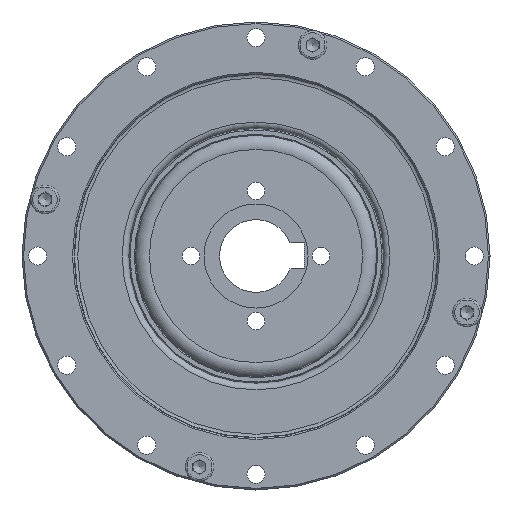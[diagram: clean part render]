
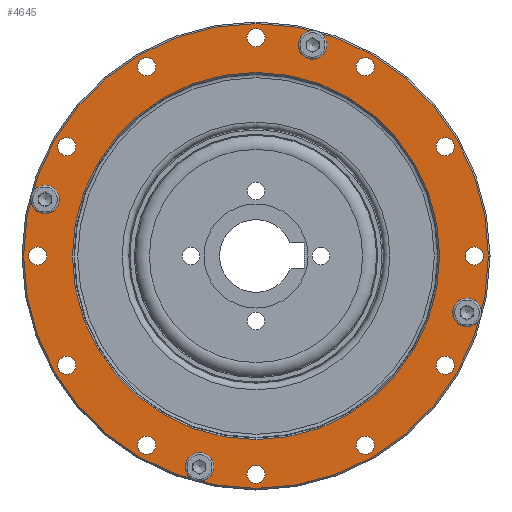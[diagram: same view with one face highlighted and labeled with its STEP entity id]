
A CAD part, left-side view. The second image highlights one B-rep face of the part: STEP entity #4645.
In plain terms, the highlighted planar face has unit normal (-1, 0, 0).
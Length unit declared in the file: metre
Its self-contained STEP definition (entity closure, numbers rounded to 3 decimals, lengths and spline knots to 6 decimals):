
#738=CIRCLE('',#5248,0.0447);
#739=CIRCLE('',#5249,0.0353);
#740=CIRCLE('',#5250,0.00175);
#741=CIRCLE('',#5251,0.00175);
#742=CIRCLE('',#5252,0.00175);
#743=CIRCLE('',#5253,0.00175);
#744=CIRCLE('',#5254,0.00175);
#745=CIRCLE('',#5255,0.00175);
#746=CIRCLE('',#5256,0.00175);
#747=CIRCLE('',#5257,0.00175);
#748=CIRCLE('',#5258,0.00175);
#749=CIRCLE('',#5259,0.00175);
#750=CIRCLE('',#5260,0.00175);
#751=CIRCLE('',#5261,0.00175);
#752=CIRCLE('',#5262,0.00175);
#753=CIRCLE('',#5263,0.00175);
#754=CIRCLE('',#5264,0.00175);
#755=CIRCLE('',#5265,0.00175);
#1128=ORIENTED_EDGE('',*,*,#2054,.T.);
#1129=ORIENTED_EDGE('',*,*,#2055,.F.);
#1130=ORIENTED_EDGE('',*,*,#2056,.T.);
#1131=ORIENTED_EDGE('',*,*,#2057,.T.);
#1132=ORIENTED_EDGE('',*,*,#2058,.T.);
#1133=ORIENTED_EDGE('',*,*,#2059,.T.);
#1134=ORIENTED_EDGE('',*,*,#2060,.T.);
#1135=ORIENTED_EDGE('',*,*,#2061,.T.);
#1136=ORIENTED_EDGE('',*,*,#2062,.T.);
#1137=ORIENTED_EDGE('',*,*,#2063,.T.);
#1138=ORIENTED_EDGE('',*,*,#2064,.T.);
#1139=ORIENTED_EDGE('',*,*,#2065,.T.);
#1140=ORIENTED_EDGE('',*,*,#2066,.T.);
#1141=ORIENTED_EDGE('',*,*,#2067,.T.);
#1142=ORIENTED_EDGE('',*,*,#2068,.T.);
#1143=ORIENTED_EDGE('',*,*,#2069,.T.);
#1144=ORIENTED_EDGE('',*,*,#2070,.T.);
#1145=ORIENTED_EDGE('',*,*,#2071,.T.);
#2054=EDGE_CURVE('',#2524,#2524,#738,.T.);
#2055=EDGE_CURVE('',#2525,#2525,#739,.T.);
#2056=EDGE_CURVE('',#2526,#2526,#740,.T.);
#2057=EDGE_CURVE('',#2527,#2527,#741,.T.);
#2058=EDGE_CURVE('',#2528,#2528,#742,.T.);
#2059=EDGE_CURVE('',#2529,#2529,#743,.T.);
#2060=EDGE_CURVE('',#2530,#2530,#744,.T.);
#2061=EDGE_CURVE('',#2531,#2531,#745,.T.);
#2062=EDGE_CURVE('',#2532,#2532,#746,.T.);
#2063=EDGE_CURVE('',#2533,#2533,#747,.T.);
#2064=EDGE_CURVE('',#2534,#2534,#748,.T.);
#2065=EDGE_CURVE('',#2535,#2535,#749,.T.);
#2066=EDGE_CURVE('',#2536,#2536,#750,.T.);
#2067=EDGE_CURVE('',#2537,#2537,#751,.T.);
#2068=EDGE_CURVE('',#2538,#2538,#752,.T.);
#2069=EDGE_CURVE('',#2539,#2539,#753,.T.);
#2070=EDGE_CURVE('',#2540,#2540,#754,.T.);
#2071=EDGE_CURVE('',#2541,#2541,#755,.T.);
#2524=VERTEX_POINT('',#7723);
#2525=VERTEX_POINT('',#7725);
#2526=VERTEX_POINT('',#7727);
#2527=VERTEX_POINT('',#7729);
#2528=VERTEX_POINT('',#7731);
#2529=VERTEX_POINT('',#7733);
#2530=VERTEX_POINT('',#7735);
#2531=VERTEX_POINT('',#7737);
#2532=VERTEX_POINT('',#7739);
#2533=VERTEX_POINT('',#7741);
#2534=VERTEX_POINT('',#7743);
#2535=VERTEX_POINT('',#7745);
#2536=VERTEX_POINT('',#7747);
#2537=VERTEX_POINT('',#7749);
#2538=VERTEX_POINT('',#7751);
#2539=VERTEX_POINT('',#7753);
#2540=VERTEX_POINT('',#7755);
#2541=VERTEX_POINT('',#7757);
#3212=EDGE_LOOP('',(#1128));
#3213=EDGE_LOOP('',(#1129));
#3214=EDGE_LOOP('',(#1130));
#3215=EDGE_LOOP('',(#1131));
#3216=EDGE_LOOP('',(#1132));
#3217=EDGE_LOOP('',(#1133));
#3218=EDGE_LOOP('',(#1134));
#3219=EDGE_LOOP('',(#1135));
#3220=EDGE_LOOP('',(#1136));
#3221=EDGE_LOOP('',(#1137));
#3222=EDGE_LOOP('',(#1138));
#3223=EDGE_LOOP('',(#1139));
#3224=EDGE_LOOP('',(#1140));
#3225=EDGE_LOOP('',(#1141));
#3226=EDGE_LOOP('',(#1142));
#3227=EDGE_LOOP('',(#1143));
#3228=EDGE_LOOP('',(#1144));
#3229=EDGE_LOOP('',(#1145));
#3878=FACE_BOUND('',#3212,.T.);
#3879=FACE_BOUND('',#3213,.T.);
#3880=FACE_BOUND('',#3214,.T.);
#3881=FACE_BOUND('',#3215,.T.);
#3882=FACE_BOUND('',#3216,.T.);
#3883=FACE_BOUND('',#3217,.T.);
#3884=FACE_BOUND('',#3218,.T.);
#3885=FACE_BOUND('',#3219,.T.);
#3886=FACE_BOUND('',#3220,.T.);
#3887=FACE_BOUND('',#3221,.T.);
#3888=FACE_BOUND('',#3222,.T.);
#3889=FACE_BOUND('',#3223,.T.);
#3890=FACE_BOUND('',#3224,.T.);
#3891=FACE_BOUND('',#3225,.T.);
#3892=FACE_BOUND('',#3226,.T.);
#3893=FACE_BOUND('',#3227,.T.);
#3894=FACE_BOUND('',#3228,.T.);
#3895=FACE_BOUND('',#3229,.T.);
#4542=PLANE('',#5247);
#4645=ADVANCED_FACE('',(#3878,#3879,#3880,#3881,#3882,#3883,#3884,#3885,
#3886,#3887,#3888,#3889,#3890,#3891,#3892,#3893,#3894,#3895),#4542,.F.);
#5247=AXIS2_PLACEMENT_3D('',#7721,#6088,#6089);
#5248=AXIS2_PLACEMENT_3D('',#7722,#6090,#6091);
#5249=AXIS2_PLACEMENT_3D('',#7724,#6092,#6093);
#5250=AXIS2_PLACEMENT_3D('',#7726,#6094,#6095);
#5251=AXIS2_PLACEMENT_3D('',#7728,#6096,#6097);
#5252=AXIS2_PLACEMENT_3D('',#7730,#6098,#6099);
#5253=AXIS2_PLACEMENT_3D('',#7732,#6100,#6101);
#5254=AXIS2_PLACEMENT_3D('',#7734,#6102,#6103);
#5255=AXIS2_PLACEMENT_3D('',#7736,#6104,#6105);
#5256=AXIS2_PLACEMENT_3D('',#7738,#6106,#6107);
#5257=AXIS2_PLACEMENT_3D('',#7740,#6108,#6109);
#5258=AXIS2_PLACEMENT_3D('',#7742,#6110,#6111);
#5259=AXIS2_PLACEMENT_3D('',#7744,#6112,#6113);
#5260=AXIS2_PLACEMENT_3D('',#7746,#6114,#6115);
#5261=AXIS2_PLACEMENT_3D('',#7748,#6116,#6117);
#5262=AXIS2_PLACEMENT_3D('',#7750,#6118,#6119);
#5263=AXIS2_PLACEMENT_3D('',#7752,#6120,#6121);
#5264=AXIS2_PLACEMENT_3D('',#7754,#6122,#6123);
#5265=AXIS2_PLACEMENT_3D('',#7756,#6124,#6125);
#6088=DIRECTION('',(1.,0.,0.));
#6089=DIRECTION('',(0.,0.,-1.));
#6090=DIRECTION('',(-1.,0.,0.));
#6091=DIRECTION('',(0.,0.,1.));
#6092=DIRECTION('',(-1.,0.,0.));
#6093=DIRECTION('',(0.,0.,1.));
#6094=DIRECTION('',(1.,0.,0.));
#6095=DIRECTION('',(0.,0.,-1.));
#6096=DIRECTION('',(1.,0.,0.));
#6097=DIRECTION('',(0.,0.,-1.));
#6098=DIRECTION('',(1.,0.,0.));
#6099=DIRECTION('',(0.,0.,-1.));
#6100=DIRECTION('',(1.,0.,0.));
#6101=DIRECTION('',(0.,0.,-1.));
#6102=DIRECTION('',(1.,0.,0.));
#6103=DIRECTION('',(0.,0.,-1.));
#6104=DIRECTION('',(1.,0.,0.));
#6105=DIRECTION('',(0.,0.,-1.));
#6106=DIRECTION('',(1.,0.,0.));
#6107=DIRECTION('',(0.,0.,-1.));
#6108=DIRECTION('',(1.,0.,0.));
#6109=DIRECTION('',(0.,0.,-1.));
#6110=DIRECTION('',(1.,0.,0.));
#6111=DIRECTION('',(0.,0.,-1.));
#6112=DIRECTION('',(1.,0.,0.));
#6113=DIRECTION('',(0.,0.,-1.));
#6114=DIRECTION('',(1.,0.,0.));
#6115=DIRECTION('',(0.,0.,-1.));
#6116=DIRECTION('',(1.,0.,0.));
#6117=DIRECTION('',(0.,0.,-1.));
#6118=DIRECTION('',(1.,0.,0.));
#6119=DIRECTION('',(0.,0.,-1.));
#6120=DIRECTION('',(1.,0.,0.));
#6121=DIRECTION('',(0.,0.,-1.));
#6122=DIRECTION('',(1.,0.,0.));
#6123=DIRECTION('',(0.,0.,-1.));
#6124=DIRECTION('',(1.,0.,0.));
#6125=DIRECTION('',(0.,0.,-1.));
#7721=CARTESIAN_POINT('',(0.,0.0447,0.));
#7722=CARTESIAN_POINT('',(0.,0.,0.));
#7723=CARTESIAN_POINT('',(0.,0.,0.0447));
#7724=CARTESIAN_POINT('',(0.,0.,0.));
#7725=CARTESIAN_POINT('',(0.,0.,0.0353));
#7726=CARTESIAN_POINT('',(0.,0.,-0.042));
#7727=CARTESIAN_POINT('',(0.,0.,-0.04375));
#7728=CARTESIAN_POINT('',(0.,-0.021,-0.036373));
#7729=CARTESIAN_POINT('',(0.,-0.021,-0.038123));
#7730=CARTESIAN_POINT('',(0.,-0.036373,-0.021));
#7731=CARTESIAN_POINT('',(0.,-0.036373,-0.02275));
#7732=CARTESIAN_POINT('',(0.,-0.042,0.));
#7733=CARTESIAN_POINT('',(0.,-0.042,-0.00175));
#7734=CARTESIAN_POINT('',(0.,-0.036373,0.021));
#7735=CARTESIAN_POINT('',(0.,-0.036373,0.01925));
#7736=CARTESIAN_POINT('',(0.,-0.021,0.036373));
#7737=CARTESIAN_POINT('',(0.,-0.021,0.034623));
#7738=CARTESIAN_POINT('',(0.,0.,0.042));
#7739=CARTESIAN_POINT('',(0.,0.,0.04025));
#7740=CARTESIAN_POINT('',(0.,0.021,0.036373));
#7741=CARTESIAN_POINT('',(0.,0.021,0.034623));
#7742=CARTESIAN_POINT('',(0.,0.036373,0.021));
#7743=CARTESIAN_POINT('',(0.,0.036373,0.01925));
#7744=CARTESIAN_POINT('',(0.,0.042,0.));
#7745=CARTESIAN_POINT('',(0.,0.042,-0.00175));
#7746=CARTESIAN_POINT('',(0.,0.036373,-0.021));
#7747=CARTESIAN_POINT('',(0.,0.036373,-0.02275));
#7748=CARTESIAN_POINT('',(0.,0.021,-0.036373));
#7749=CARTESIAN_POINT('',(0.,0.021,-0.038123));
#7750=CARTESIAN_POINT('',(0.,-0.029698,-0.029698));
#7751=CARTESIAN_POINT('',(0.,-0.029698,-0.031448));
#7752=CARTESIAN_POINT('',(0.,-0.029698,0.029698));
#7753=CARTESIAN_POINT('',(0.,-0.029698,0.027948));
#7754=CARTESIAN_POINT('',(0.,0.029698,0.029698));
#7755=CARTESIAN_POINT('',(0.,0.029698,0.027948));
#7756=CARTESIAN_POINT('',(0.,0.029698,-0.029698));
#7757=CARTESIAN_POINT('',(0.,0.029698,-0.031448));
